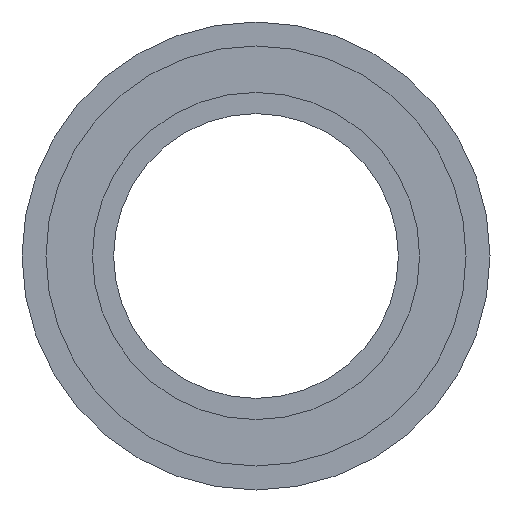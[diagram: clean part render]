
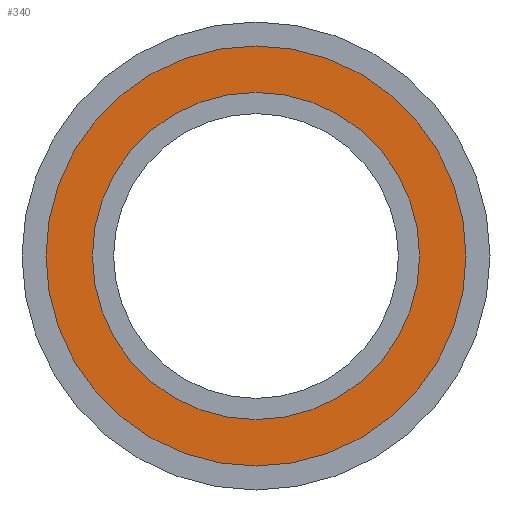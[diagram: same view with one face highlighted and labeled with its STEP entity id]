
A CAD part, front view. The second image highlights one B-rep face of the part: STEP entity #340.
In plain terms, the highlighted planar face has unit normal (0, -1, 0).
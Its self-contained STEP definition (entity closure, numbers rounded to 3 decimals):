
#5 = DIRECTION ( 'NONE',  ( 0., 0., 1. ) ) ;
#42 = AXIS2_PLACEMENT_3D ( 'NONE', #103, #121, #221 ) ;
#54 = DIRECTION ( 'NONE',  ( 0., 1., 0. ) ) ;
#64 = CARTESIAN_POINT ( 'NONE',  ( 0., 0., 14.25 ) ) ;
#75 = EDGE_CURVE ( 'NONE', #410, #222, #364, .T. ) ;
#76 = AXIS2_PLACEMENT_3D ( 'NONE', #293, #54, #366 ) ;
#77 = CARTESIAN_POINT ( 'NONE',  ( 0., 0., -14.25 ) ) ;
#87 = CIRCLE ( 'NONE', #544, 14.25 ) ;
#95 = EDGE_LOOP ( 'NONE', ( #170, #564 ) ) ;
#101 = EDGE_CURVE ( 'NONE', #558, #193, #515, .T. ) ;
#103 = CARTESIAN_POINT ( 'NONE',  ( 0., 0., 0. ) ) ;
#104 = CARTESIAN_POINT ( 'NONE',  ( 0., 0., -11.1 ) ) ;
#121 = DIRECTION ( 'NONE',  ( 0., 1., 0. ) ) ;
#170 = ORIENTED_EDGE ( 'NONE', *, *, #320, .T. ) ;
#175 = ORIENTED_EDGE ( 'NONE', *, *, #101, .F. ) ;
#182 = FACE_OUTER_BOUND ( 'NONE', #468, .T. ) ;
#188 = FACE_BOUND ( 'NONE', #95, .T. ) ;
#193 = VERTEX_POINT ( 'NONE', #64 ) ;
#219 = CIRCLE ( 'NONE', #239, 11.1 ) ;
#221 = DIRECTION ( 'NONE',  ( 0., 0., 1. ) ) ;
#222 = VERTEX_POINT ( 'NONE', #577 ) ;
#223 = PLANE ( 'NONE',  #312 ) ;
#239 = AXIS2_PLACEMENT_3D ( 'NONE', #371, #295, #619 ) ;
#265 = CARTESIAN_POINT ( 'NONE',  ( 0., 0., 0. ) ) ;
#293 = CARTESIAN_POINT ( 'NONE',  ( 0., 0., 0. ) ) ;
#295 = DIRECTION ( 'NONE',  ( 0., 1., 0. ) ) ;
#312 = AXIS2_PLACEMENT_3D ( 'NONE', #524, #570, #5 ) ;
#320 = EDGE_CURVE ( 'NONE', #222, #410, #219, .T. ) ;
#340 = ADVANCED_FACE ( 'NONE', ( #182, #188 ), #223, .F. ) ;
#364 = CIRCLE ( 'NONE', #76, 11.1 ) ;
#366 = DIRECTION ( 'NONE',  ( 0., 0., 1. ) ) ;
#367 = ORIENTED_EDGE ( 'NONE', *, *, #617, .F. ) ;
#371 = CARTESIAN_POINT ( 'NONE',  ( 0., 0., 0. ) ) ;
#391 = DIRECTION ( 'NONE',  ( 0., 1., 0. ) ) ;
#410 = VERTEX_POINT ( 'NONE', #104 ) ;
#431 = DIRECTION ( 'NONE',  ( 0., 0., 1. ) ) ;
#468 = EDGE_LOOP ( 'NONE', ( #367, #175 ) ) ;
#515 = CIRCLE ( 'NONE', #42, 14.25 ) ;
#524 = CARTESIAN_POINT ( 'NONE',  ( 14.25, 0., 0. ) ) ;
#544 = AXIS2_PLACEMENT_3D ( 'NONE', #265, #391, #431 ) ;
#558 = VERTEX_POINT ( 'NONE', #77 ) ;
#564 = ORIENTED_EDGE ( 'NONE', *, *, #75, .T. ) ;
#570 = DIRECTION ( 'NONE',  ( 0., 1., 0. ) ) ;
#577 = CARTESIAN_POINT ( 'NONE',  ( 0., 0., 11.1 ) ) ;
#617 = EDGE_CURVE ( 'NONE', #193, #558, #87, .T. ) ;
#619 = DIRECTION ( 'NONE',  ( 0., 0., 1. ) ) ;
